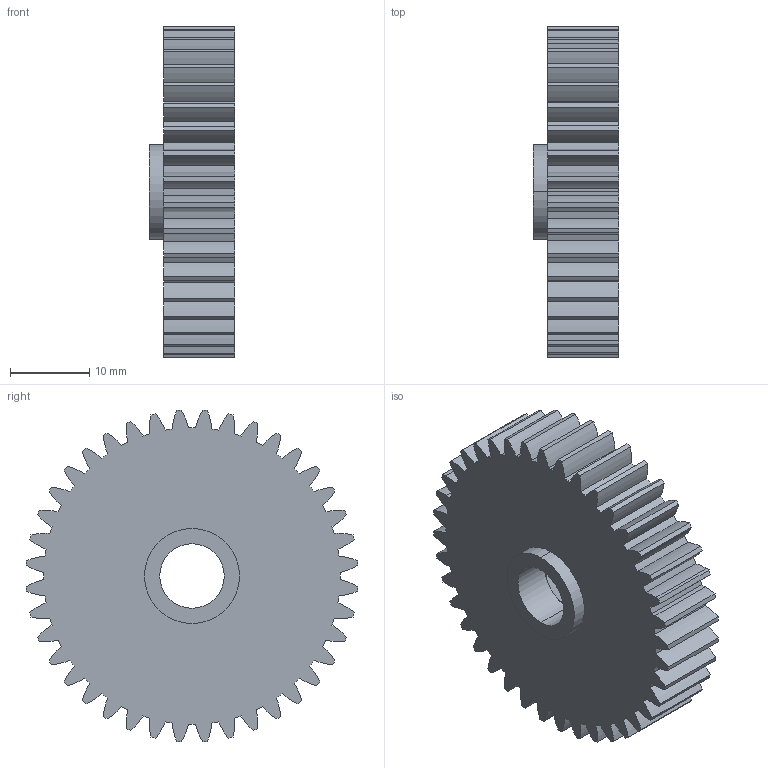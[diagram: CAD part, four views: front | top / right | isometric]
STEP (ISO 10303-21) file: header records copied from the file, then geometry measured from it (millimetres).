
FILE_DESCRIPTION (( 'STEP AP214' ), '1' );
FILE_NAME ('SS2K 40T Mod1 Spur Gear.STEP', '2022-02-22T01:00:49', ( '' ), ( '' ), 'SwSTEP 2.0', 'SolidWorks 2022', '' );
FILE_SCHEMA (( 'AUTOMOTIVE_DESIGN' ));
Length unit declared in the file: millimetre
Products named in the file (1): SS2K 40T Mod1 Spur Gear
Bounding box: 10.8 x 41.91 x 41.91 mm (x, y, z)
Volume: 10190.3 mm3; surface area: 5116.2 mm2
Topology: 1 solids, 1 shells, 199 faces, 579 edges, 384 vertices
Faces by surface type: cylinder 169, plane 30
Entity records: 6803 total; most frequent: DIRECTION 1319, CARTESIAN_POINT 1163, ORIENTED_EDGE 1158, EDGE_CURVE 579, AXIS2_PLACEMENT_3D 540, VERTEX_POINT 384, CIRCLE 340, LINE 239
